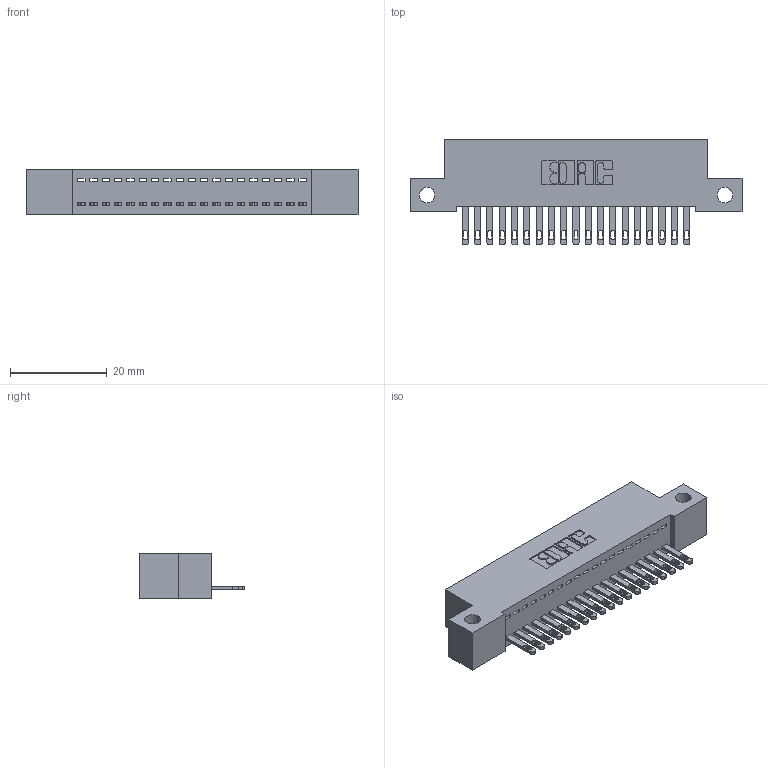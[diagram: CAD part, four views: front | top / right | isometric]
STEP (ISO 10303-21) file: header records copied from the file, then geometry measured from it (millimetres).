
FILE_DESCRIPTION (( 'STEP AP203' ), '1' );
FILE_NAME ('342-019-500-112.STEP', '2019-10-01T20:25:49', ( '' ), ( '' ), 'SwSTEP 2.0', 'SolidWorks 2016', '' );
FILE_SCHEMA (( 'CONFIG_CONTROL_DESIGN' ));
Length unit declared in the file: inch
Products named in the file (3): 342 Part_Side Mount; 345-292-001_345-293-100; 342-019-500-112
Assembly tree (20 placements, depth 2):
  342-019-500-112
    342 Part_Side Mount
    345-292-001_345-293-100  x19
Bounding box: 68.58 x 21.85 x 9.4 mm (x, y, z)
Volume: 5866.2 mm3; surface area: 8059.1 mm2
Topology: 20 solids, 20 shells, 1136 faces, 3491 edges, 2326 vertices
Faces by surface type: plane 750, cylinder 386
Entity records: 14391 total; most frequent: CARTESIAN_POINT 2491, ORIENTED_EDGE 2446, DIRECTION 2149, EDGE_CURVE 1223, LINE 1091, VECTOR 1091, VERTEX_POINT 814, AXIS2_PLACEMENT_3D 529
